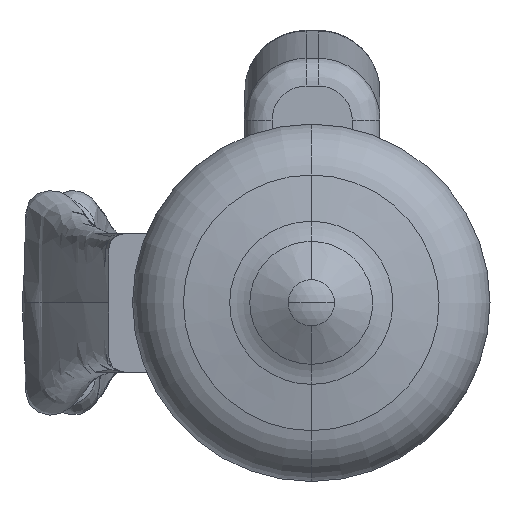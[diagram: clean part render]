
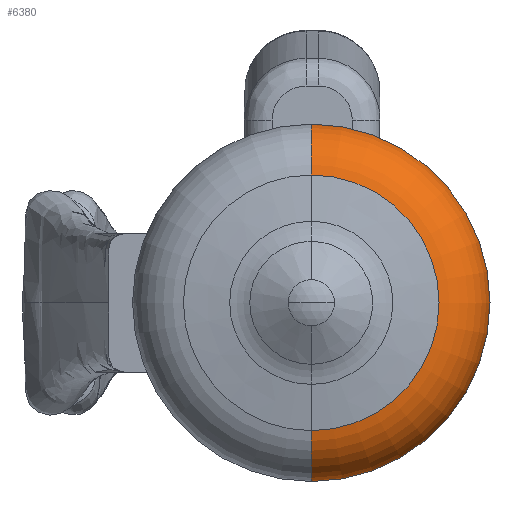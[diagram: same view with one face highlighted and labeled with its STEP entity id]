
A CAD part, front view. The second image highlights one B-rep face of the part: STEP entity #6380.
In plain terms, the highlighted toroidal (fillet/blend) face has major radius 3.8 mm and minor radius 2 mm.
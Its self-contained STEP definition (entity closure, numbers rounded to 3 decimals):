
#1 = AXIS2_PLACEMENT_3D ( 'NONE', #7414, #23688, #5557 ) ;
#1854 = DIRECTION ( 'NONE',  ( 1., 0., 0. ) ) ;
#2904 = CARTESIAN_POINT ( 'NONE',  ( 0., -108.493, 0. ) ) ;
#4556 = AXIS2_PLACEMENT_3D ( 'NONE', #2904, #6007, #14063 ) ;
#4941 = DIRECTION ( 'NONE',  ( 0., -1., 0. ) ) ;
#5136 = ORIENTED_EDGE ( 'NONE', *, *, #23853, .F. ) ;
#5557 = DIRECTION ( 'NONE',  ( 0., 0., 1. ) ) ;
#5743 = VERTEX_POINT ( 'NONE', #17972 ) ;
#5986 = ORIENTED_EDGE ( 'NONE', *, *, #13675, .T. ) ;
#6007 = DIRECTION ( 'NONE',  ( 0., 1., 0. ) ) ;
#6380 = ADVANCED_FACE ( 'Defeature ausgef�hrt2_5', ( #10704 ), #20583, .T. ) ;
#6530 = CARTESIAN_POINT ( 'NONE',  ( 0., -110.463, 4.147 ) ) ;
#6622 = AXIS2_PLACEMENT_3D ( 'NONE', #19699, #17459, #17716 ) ;
#7414 = CARTESIAN_POINT ( 'NONE',  ( 0., -108.493, -3.8 ) ) ;
#8869 = CIRCLE ( 'NONE', #19473, 4.147 ) ;
#9654 = DIRECTION ( 'NONE',  ( 0., 0., -1. ) ) ;
#9993 = ORIENTED_EDGE ( 'NONE', *, *, #13718, .F. ) ;
#10704 = FACE_OUTER_BOUND ( 'NONE', #24950, .T. ) ;
#10756 = DIRECTION ( 'NONE',  ( 0., 0., -1. ) ) ;
#11397 = AXIS2_PLACEMENT_3D ( 'NONE', #20912, #1854, #9654 ) ;
#13675 = EDGE_CURVE ( 'NONE', #25146, #25270, #20696, .T. ) ;
#13718 = EDGE_CURVE ( 'NONE', #17339, #5743, #21960, .T. ) ;
#14063 = DIRECTION ( 'NONE',  ( 0., 0., -1. ) ) ;
#14600 = CARTESIAN_POINT ( 'NONE',  ( 0., -110.463, 0. ) ) ;
#15845 = EDGE_CURVE ( 'NONE', #5743, #25270, #8869, .T. ) ;
#16809 = CIRCLE ( 'NONE', #4556, 5.8 ) ;
#17339 = VERTEX_POINT ( 'NONE', #17807 ) ;
#17459 = DIRECTION ( 'NONE',  ( 0., -1., 0. ) ) ;
#17716 = DIRECTION ( 'NONE',  ( 0., 0., -1. ) ) ;
#17807 = CARTESIAN_POINT ( 'NONE',  ( 0., -108.493, -5.8 ) ) ;
#17972 = CARTESIAN_POINT ( 'NONE',  ( 0., -110.463, -4.147 ) ) ;
#19473 = AXIS2_PLACEMENT_3D ( 'NONE', #14600, #4941, #10756 ) ;
#19699 = CARTESIAN_POINT ( 'NONE',  ( 0., -108.493, 0. ) ) ;
#20583 = TOROIDAL_SURFACE ( 'NONE', #6622, 3.8, 2. ) ;
#20696 = CIRCLE ( 'NONE', #11397, 2. ) ;
#20912 = CARTESIAN_POINT ( 'NONE',  ( 0., -108.493, 3.8 ) ) ;
#21886 = CARTESIAN_POINT ( 'NONE',  ( 0., -108.493, 5.8 ) ) ;
#21960 = CIRCLE ( 'NONE', #1, 2. ) ;
#23688 = DIRECTION ( 'NONE',  ( -1., 0., 0. ) ) ;
#23853 = EDGE_CURVE ( 'NONE', #25146, #17339, #16809, .T. ) ;
#24950 = EDGE_LOOP ( 'NONE', ( #5136, #5986, #25288, #9993 ) ) ;
#25146 = VERTEX_POINT ( 'NONE', #21886 ) ;
#25270 = VERTEX_POINT ( 'NONE', #6530 ) ;
#25288 = ORIENTED_EDGE ( 'NONE', *, *, #15845, .F. ) ;
